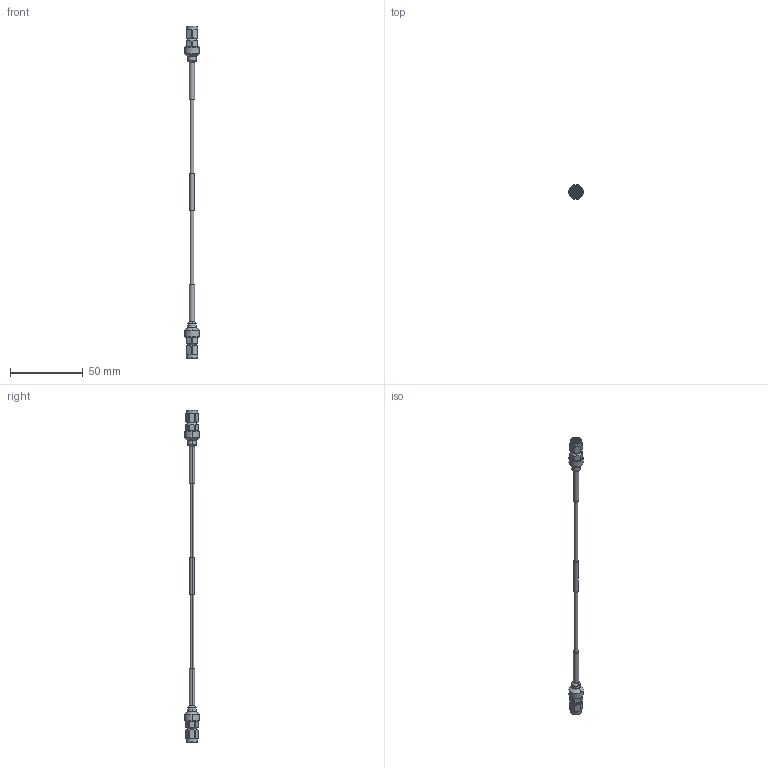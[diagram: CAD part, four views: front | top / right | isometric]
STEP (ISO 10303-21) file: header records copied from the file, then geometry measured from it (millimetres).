
FILE_DESCRIPTION (( 'STEP AP214' ), '1' );
FILE_NAME ('FMCA1972_3D.step', '2026-02-23T17:40:22', ( '' ), ( '' ), 'SwSTEP 2.0', 'SolidWorks 2025', '' );
FILE_SCHEMA (( 'AUTOMOTIVE_DESIGN' ));
Length unit declared in the file: inch
Products named in the file (4): RG316^FMCA1972_PE-P103 ¦ FM-103FLEX; FMCN1341; FMCA1972_3D; FMCN1342
Assembly tree (3 placements, depth 2):
  FMCA1972_3D
    RG316^FMCA1972_PE-P103 ¦ FM-103FLEX
    FMCN1341
    FMCN1342
Bounding box: 9.91 x 9.91 x 227.78 mm (x, y, z)
Volume: 3468.8 mm3; surface area: 3873 mm2
Topology: 3 solids, 3 shells, 190 faces, 482 edges, 314 vertices
Faces by surface type: cylinder 86, plane 60, cone 26, bspline 18
Entity records: 9257 total; most frequent: CARTESIAN_POINT 4744, ORIENTED_EDGE 964, DIRECTION 896, EDGE_CURVE 482, AXIS2_PLACEMENT_3D 364, VERTEX_POINT 314, EDGE_LOOP 206, ADVANCED_FACE 190
